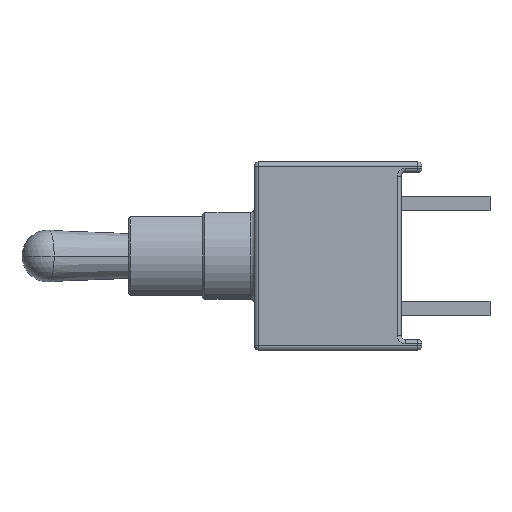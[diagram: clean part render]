
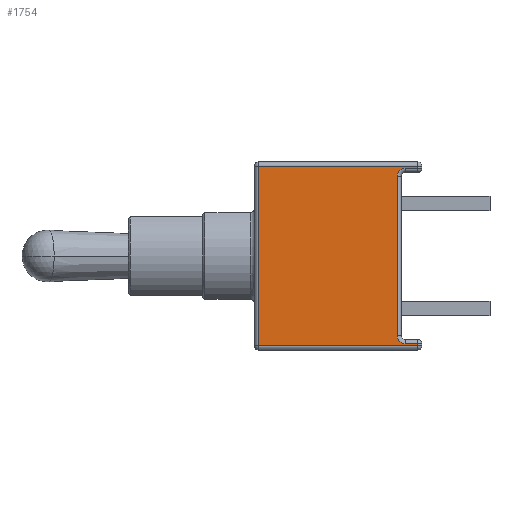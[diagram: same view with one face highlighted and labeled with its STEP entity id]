
A CAD part, left-side view. The second image highlights one B-rep face of the part: STEP entity #1754.
In plain terms, the highlighted planar face has unit normal (-1, 0, 0).
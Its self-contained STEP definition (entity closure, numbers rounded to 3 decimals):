
#39 = CARTESIAN_POINT ( 'NONE',  ( -4.05, 0., 4.35 ) ) ;
#73 = VERTEX_POINT ( 'NONE', #5058 ) ;
#98 = EDGE_CURVE ( 'NONE', #304, #5136, #4242, .T. ) ;
#178 = PLANE ( 'NONE',  #3169 ) ;
#181 = ORIENTED_EDGE ( 'NONE', *, *, #4122, .T. ) ;
#259 = CARTESIAN_POINT ( 'NONE',  ( -4.05, 0.8, -3.85 ) ) ;
#304 = VERTEX_POINT ( 'NONE', #4844 ) ;
#340 = VECTOR ( 'NONE', #4536, 1000. ) ;
#542 = CARTESIAN_POINT ( 'NONE',  ( -4.05, 1.2, 3.85 ) ) ;
#560 = CIRCLE ( 'NONE', #2920, 0.4 ) ;
#602 = DIRECTION ( 'NONE',  ( -1., 0., 0. ) ) ;
#723 = ORIENTED_EDGE ( 'NONE', *, *, #98, .T. ) ;
#724 = DIRECTION ( 'NONE',  ( 0., 0., 1. ) ) ;
#929 = CARTESIAN_POINT ( 'NONE',  ( -4.05, 0.2, -4.35 ) ) ;
#999 = ORIENTED_EDGE ( 'NONE', *, *, #4554, .T. ) ;
#1076 = ORIENTED_EDGE ( 'NONE', *, *, #4847, .F. ) ;
#1078 = FACE_OUTER_BOUND ( 'NONE', #5116, .T. ) ;
#1159 = ORIENTED_EDGE ( 'NONE', *, *, #1219, .F. ) ;
#1219 = EDGE_CURVE ( 'NONE', #4564, #2659, #560, .T. ) ;
#1371 = ORIENTED_EDGE ( 'NONE', *, *, #1978, .T. ) ;
#1669 = LINE ( 'NONE', #39, #2868 ) ;
#1754 = ADVANCED_FACE ( 'NONE', ( #1078 ), #178, .T. ) ;
#1787 = AXIS2_PLACEMENT_3D ( 'NONE', #259, #2234, #2259 ) ;
#1789 = LINE ( 'NONE', #3091, #2020 ) ;
#1790 = VECTOR ( 'NONE', #2824, 1000. ) ;
#1942 = CARTESIAN_POINT ( 'NONE',  ( -4.05, 0.2, 4.25 ) ) ;
#1943 = VECTOR ( 'NONE', #724, 1000. ) ;
#1978 = EDGE_CURVE ( 'NONE', #3881, #73, #1669, .T. ) ;
#2020 = VECTOR ( 'NONE', #3440, 1000. ) ;
#2021 = CARTESIAN_POINT ( 'NONE',  ( -4.05, 0.2, 4.55 ) ) ;
#2234 = DIRECTION ( 'NONE',  ( -1., 0., 0. ) ) ;
#2248 = CARTESIAN_POINT ( 'NONE',  ( -4.05, 0.8, 3.85 ) ) ;
#2259 = DIRECTION ( 'NONE',  ( 0., 0., 1. ) ) ;
#2275 = ORIENTED_EDGE ( 'NONE', *, *, #2767, .T. ) ;
#2373 = VECTOR ( 'NONE', #3071, 1000. ) ;
#2470 = DIRECTION ( 'NONE',  ( 0., 1., 0. ) ) ;
#2485 = LINE ( 'NONE', #3336, #340 ) ;
#2602 = EDGE_CURVE ( 'NONE', #73, #2901, #2485, .T. ) ;
#2659 = VERTEX_POINT ( 'NONE', #542 ) ;
#2722 = DIRECTION ( 'NONE',  ( 0., 0., 1. ) ) ;
#2767 = EDGE_CURVE ( 'NONE', #4564, #3176, #1789, .T. ) ;
#2775 = LINE ( 'NONE', #2021, #2980 ) ;
#2824 = DIRECTION ( 'NONE',  ( 0., 0., 1. ) ) ;
#2868 = VECTOR ( 'NONE', #2470, 1000. ) ;
#2901 = VERTEX_POINT ( 'NONE', #4391 ) ;
#2920 = AXIS2_PLACEMENT_3D ( 'NONE', #2248, #3518, #4697 ) ;
#2934 = ORIENTED_EDGE ( 'NONE', *, *, #2602, .T. ) ;
#2963 = CARTESIAN_POINT ( 'NONE',  ( -4.05, 1.2, -3.85 ) ) ;
#2980 = VECTOR ( 'NONE', #2722, 1000. ) ;
#3071 = DIRECTION ( 'NONE',  ( 0., -1., 0. ) ) ;
#3091 = CARTESIAN_POINT ( 'NONE',  ( -4.05, 0., 4.25 ) ) ;
#3169 = AXIS2_PLACEMENT_3D ( 'NONE', #4227, #602, #4627 ) ;
#3176 = VERTEX_POINT ( 'NONE', #1942 ) ;
#3219 = CARTESIAN_POINT ( 'NONE',  ( -4.05, 0.8, 4.25 ) ) ;
#3336 = CARTESIAN_POINT ( 'NONE',  ( -4.05, 7.9, 4.55 ) ) ;
#3405 = CIRCLE ( 'NONE', #1787, 0.4 ) ;
#3418 = CARTESIAN_POINT ( 'NONE',  ( -4.05, 0., -4.35 ) ) ;
#3440 = DIRECTION ( 'NONE',  ( 0., -1., 0. ) ) ;
#3518 = DIRECTION ( 'NONE',  ( -1., 0., 0. ) ) ;
#3732 = EDGE_CURVE ( 'NONE', #4317, #304, #5120, .T. ) ;
#3806 = DIRECTION ( 'NONE',  ( 0., 1., 0. ) ) ;
#3830 = VECTOR ( 'NONE', #3806, 1000. ) ;
#3881 = VERTEX_POINT ( 'NONE', #4797 ) ;
#4064 = CARTESIAN_POINT ( 'NONE',  ( -4.05, 0.8, -4.25 ) ) ;
#4122 = EDGE_CURVE ( 'NONE', #2901, #4317, #4297, .T. ) ;
#4227 = CARTESIAN_POINT ( 'NONE',  ( -4.05, 0., 4.55 ) ) ;
#4233 = ORIENTED_EDGE ( 'NONE', *, *, #4958, .T. ) ;
#4242 = LINE ( 'NONE', #5006, #3830 ) ;
#4297 = LINE ( 'NONE', #3418, #2373 ) ;
#4317 = VERTEX_POINT ( 'NONE', #929 ) ;
#4363 = CARTESIAN_POINT ( 'NONE',  ( -4.05, 1.2, 4.05 ) ) ;
#4378 = VERTEX_POINT ( 'NONE', #2963 ) ;
#4391 = CARTESIAN_POINT ( 'NONE',  ( -4.05, 7.9, -4.35 ) ) ;
#4536 = DIRECTION ( 'NONE',  ( 0., 0., -1. ) ) ;
#4554 = EDGE_CURVE ( 'NONE', #3176, #3881, #2775, .T. ) ;
#4564 = VERTEX_POINT ( 'NONE', #3219 ) ;
#4627 = DIRECTION ( 'NONE',  ( 0., 0., 1. ) ) ;
#4697 = DIRECTION ( 'NONE',  ( 0., 0., 1. ) ) ;
#4722 = CARTESIAN_POINT ( 'NONE',  ( -4.05, 0.2, 4.55 ) ) ;
#4797 = CARTESIAN_POINT ( 'NONE',  ( -4.05, 0.2, 4.35 ) ) ;
#4807 = LINE ( 'NONE', #4363, #1790 ) ;
#4844 = CARTESIAN_POINT ( 'NONE',  ( -4.05, 0.2, -4.25 ) ) ;
#4847 = EDGE_CURVE ( 'NONE', #4378, #5136, #3405, .T. ) ;
#4932 = ORIENTED_EDGE ( 'NONE', *, *, #3732, .T. ) ;
#4958 = EDGE_CURVE ( 'NONE', #4378, #2659, #4807, .T. ) ;
#5006 = CARTESIAN_POINT ( 'NONE',  ( -4.05, 1., -4.25 ) ) ;
#5058 = CARTESIAN_POINT ( 'NONE',  ( -4.05, 7.9, 4.35 ) ) ;
#5116 = EDGE_LOOP ( 'NONE', ( #4932, #723, #1076, #4233, #1159, #2275, #999, #1371, #2934, #181 ) ) ;
#5120 = LINE ( 'NONE', #4722, #1943 ) ;
#5136 = VERTEX_POINT ( 'NONE', #4064 ) ;
